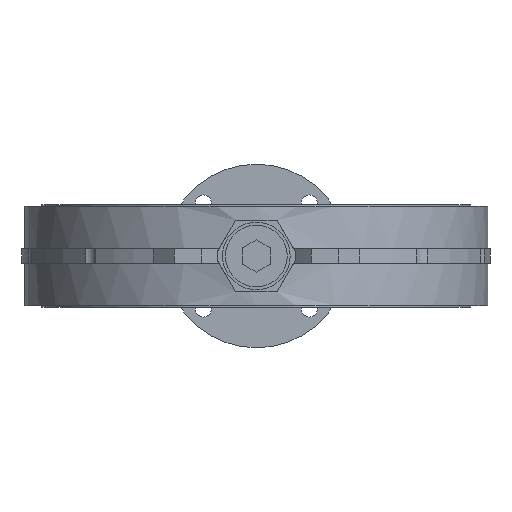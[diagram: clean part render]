
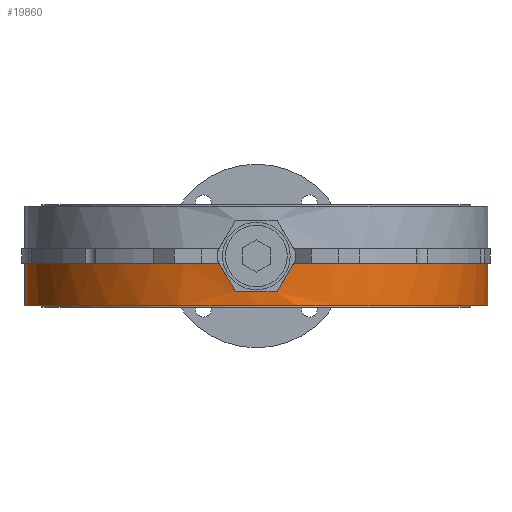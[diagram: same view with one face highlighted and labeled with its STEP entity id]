
A CAD part, front view. The second image highlights one B-rep face of the part: STEP entity #19860.
In plain terms, the highlighted cylindrical face has radius 157.5 mm (diameter 315 mm), a partial arc.
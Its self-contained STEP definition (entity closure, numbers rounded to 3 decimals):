
#735 = VERTEX_POINT ( 'NONE', #26010 ) ;
#819 = CARTESIAN_POINT ( 'NONE',  ( 157.5, 0., -5. ) ) ;
#827 = CARTESIAN_POINT ( 'NONE',  ( 0., 0., 115.101 ) ) ;
#2135 = DIRECTION ( 'NONE',  ( 1., 0., 0. ) ) ;
#2370 = ORIENTED_EDGE ( 'NONE', *, *, #17161, .T. ) ;
#2699 = AXIS2_PLACEMENT_3D ( 'NONE', #3769, #14028, #18071 ) ;
#3769 = CARTESIAN_POINT ( 'NONE',  ( 0., 0., -5. ) ) ;
#3786 = CARTESIAN_POINT ( 'NONE',  ( 25.403, -155.438, -5. ) ) ;
#4173 = DIRECTION ( 'NONE',  ( 0., 0., 1. ) ) ;
#4231 = EDGE_CURVE ( 'NONE', #19822, #735, #18228, .T. ) ;
#4387 = CARTESIAN_POINT ( 'NONE',  ( -157.5, 0., -34. ) ) ;
#4597 = DIRECTION ( 'NONE',  ( 1., 0., 0. ) ) ;
#4987 = ORIENTED_EDGE ( 'NONE', *, *, #9715, .F. ) ;
#5813 = DIRECTION ( 'NONE',  ( 0., 0., -1. ) ) ;
#5828 = DIRECTION ( 'NONE',  ( 0., 0., 1. ) ) ;
#6166 = CARTESIAN_POINT ( 'NONE',  ( 157.5, 0., 115.101 ) ) ;
#6225 = VECTOR ( 'NONE', #5828, 1000. ) ;
#6281 = CARTESIAN_POINT ( 'NONE',  ( -14.145, -156.864, -24.5 ) ) ;
#6611 = CARTESIAN_POINT ( 'NONE',  ( -17.914, -156.524, -17.972 ) ) ;
#6730 = DIRECTION ( 'NONE',  ( 0., 0., 1. ) ) ;
#6947 = FACE_OUTER_BOUND ( 'NONE', #14970, .T. ) ;
#7252 = CYLINDRICAL_SURFACE ( 'NONE', #26620, 157.5 ) ;
#7754 = AXIS2_PLACEMENT_3D ( 'NONE', #23142, #12893, #25256 ) ;
#8061 = VERTEX_POINT ( 'NONE', #4387 ) ;
#8774 = ORIENTED_EDGE ( 'NONE', *, *, #20762, .T. ) ;
#9573 = CARTESIAN_POINT ( 'NONE',  ( 157.5, 0., -34. ) ) ;
#9715 = EDGE_CURVE ( 'NONE', #13816, #20586, #17525, .T. ) ;
#10279 = ORIENTED_EDGE ( 'NONE', *, *, #14349, .F. ) ;
#10483 = ORIENTED_EDGE ( 'NONE', *, *, #19200, .T. ) ;
#12324 = CIRCLE ( 'NONE', #7754, 157.5 ) ;
#12412 = DIRECTION ( 'NONE',  ( 0., 0., 1. ) ) ;
#12475 = CARTESIAN_POINT ( 'NONE',  ( -157.5, 0., 115.101 ) ) ;
#12893 = DIRECTION ( 'NONE',  ( 0., 0., 1. ) ) ;
#13112 = ORIENTED_EDGE ( 'NONE', *, *, #17747, .F. ) ;
#13816 = VERTEX_POINT ( 'NONE', #3786 ) ;
#14028 = DIRECTION ( 'NONE',  ( 0., 0., 1. ) ) ;
#14349 = EDGE_CURVE ( 'NONE', #8061, #14911, #20130, .T. ) ;
#14448 = CARTESIAN_POINT ( 'NONE',  ( 0., 0., -5. ) ) ;
#14911 = VERTEX_POINT ( 'NONE', #19214 ) ;
#14970 = EDGE_LOOP ( 'NONE', ( #10279, #10483, #2370, #4987, #24027, #8774, #15710, #13112 ) ) ;
#14989 = EDGE_CURVE ( 'NONE', #13816, #21460, #23504, .T. ) ;
#15228 = CARTESIAN_POINT ( 'NONE',  ( 25.403, -155.438, -5. ) ) ;
#15320 = CARTESIAN_POINT ( 'NONE',  ( 14.145, -156.864, -24.5 ) ) ;
#15580 = LINE ( 'NONE', #6166, #6225 ) ;
#15710 = ORIENTED_EDGE ( 'NONE', *, *, #4231, .T. ) ;
#15905 = CIRCLE ( 'NONE', #21753, 157.5 ) ;
#16034 = CARTESIAN_POINT ( 'NONE',  ( 0., 0., -24.5 ) ) ;
#16279 = VECTOR ( 'NONE', #4173, 1000. ) ;
#16912 = CARTESIAN_POINT ( 'NONE',  ( -21.669, -156.048, -11.469 ) ) ;
#17136 = AXIS2_PLACEMENT_3D ( 'NONE', #14448, #12412, #2135 ) ;
#17161 = EDGE_CURVE ( 'NONE', #25479, #20586, #15580, .T. ) ;
#17525 = CIRCLE ( 'NONE', #17136, 157.5 ) ;
#17665 = CARTESIAN_POINT ( 'NONE',  ( 14.145, -156.864, -24.5 ) ) ;
#17747 = EDGE_CURVE ( 'NONE', #14911, #735, #26238, .T. ) ;
#18071 = DIRECTION ( 'NONE',  ( 1., 0., 0. ) ) ;
#18228 =( BOUNDED_CURVE ( )  B_SPLINE_CURVE ( 3, ( #18603, #6611, #16912, #23034 ),
 .UNSPECIFIED., .F., .T. ) 
 B_SPLINE_CURVE_WITH_KNOTS ( ( 4, 4 ),
 ( 4.802, 4.874 ),
 .UNSPECIFIED. ) 
 CURVE ( )  GEOMETRIC_REPRESENTATION_ITEM ( )  RATIONAL_B_SPLINE_CURVE ( ( 1., 1., 1., 1. ) ) 
 REPRESENTATION_ITEM ( '' )  );
#18603 = CARTESIAN_POINT ( 'NONE',  ( -14.145, -156.864, -24.5 ) ) ;
#19200 = EDGE_CURVE ( 'NONE', #8061, #25479, #12324, .T. ) ;
#19214 = CARTESIAN_POINT ( 'NONE',  ( -157.5, 0., -5. ) ) ;
#19822 = VERTEX_POINT ( 'NONE', #6281 ) ;
#19860 = ADVANCED_FACE ( 'NONE', ( #6947 ), #7252, .T. ) ;
#20130 = LINE ( 'NONE', #12475, #16279 ) ;
#20586 = VERTEX_POINT ( 'NONE', #819 ) ;
#20762 = EDGE_CURVE ( 'NONE', #21460, #19822, #15905, .T. ) ;
#21460 = VERTEX_POINT ( 'NONE', #17665 ) ;
#21517 = CARTESIAN_POINT ( 'NONE',  ( 21.669, -156.048, -11.469 ) ) ;
#21753 = AXIS2_PLACEMENT_3D ( 'NONE', #16034, #5813, #24153 ) ;
#23034 = CARTESIAN_POINT ( 'NONE',  ( -25.403, -155.438, -5. ) ) ;
#23142 = CARTESIAN_POINT ( 'NONE',  ( 0., 0., -34. ) ) ;
#23504 =( BOUNDED_CURVE ( )  B_SPLINE_CURVE ( 3, ( #15228, #21517, #23725, #15320 ),
 .UNSPECIFIED., .F., .T. ) 
 B_SPLINE_CURVE_WITH_KNOTS ( ( 4, 4 ),
 ( 1.409, 1.481 ),
 .UNSPECIFIED. ) 
 CURVE ( )  GEOMETRIC_REPRESENTATION_ITEM ( )  RATIONAL_B_SPLINE_CURVE ( ( 1., 1., 1., 1. ) ) 
 REPRESENTATION_ITEM ( '' )  );
#23725 = CARTESIAN_POINT ( 'NONE',  ( 17.914, -156.524, -17.972 ) ) ;
#24027 = ORIENTED_EDGE ( 'NONE', *, *, #14989, .T. ) ;
#24153 = DIRECTION ( 'NONE',  ( 1., 0., 0. ) ) ;
#25256 = DIRECTION ( 'NONE',  ( 1., 0., 0. ) ) ;
#25479 = VERTEX_POINT ( 'NONE', #9573 ) ;
#26010 = CARTESIAN_POINT ( 'NONE',  ( -25.403, -155.438, -5. ) ) ;
#26238 = CIRCLE ( 'NONE', #2699, 157.5 ) ;
#26620 = AXIS2_PLACEMENT_3D ( 'NONE', #827, #6730, #4597 ) ;
